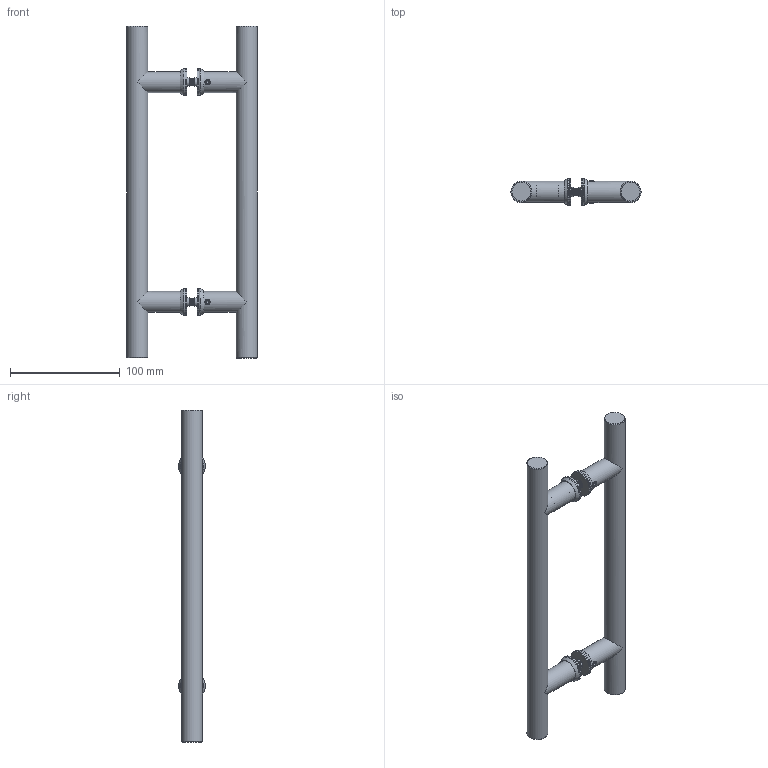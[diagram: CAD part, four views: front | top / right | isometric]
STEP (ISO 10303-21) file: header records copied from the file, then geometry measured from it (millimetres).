
FILE_DESCRIPTION(/* description */ (''),/* implementation_level */ '2;1');
FILE_NAME(/* name */ 'NEPTUNE_300.stp',/* time_stamp */ '2019-08-08T11:02:02+02:00',/* author */ ('DOMINIQUE'),/* organization */ (''),/* preprocessor_version */ 'ST-DEVELOPER v17.2',/* originating_system */ 'Autodesk Inventor 2019',/* authorisation */ '');
FILE_SCHEMA (('AUTOMOTIVE_DESIGN { 1 0 10303 214 3 1 1 }'));
Length unit declared in the file: millimetre
Products named in the file (1): NEPTUNE_300
Bounding box: 118.5 x 24.26 x 302 mm (x, y, z)
Volume: 63869 mm3; surface area: 100249.1 mm2
Topology: 18 solids, 20 shells, 338 faces, 804 edges, 534 vertices
Faces by surface type: cylinder 152, plane 124, cone 40, torus 18, bspline 4
Full cylindrical faces by diameter (mm): 4.2 x4, 4.917 x2, 5 x4, 6 x102, 6.1 x4, 6.2 x2, 7.85 x4, 8.4 x4, 10.8 x2, 12 x2, 17.1 x8, 19.1 x6, 24 x4
Entity records: 18885 total; most frequent: CARTESIAN_POINT 10963, ORIENTED_EDGE 1600, DIRECTION 1474, EDGE_CURVE 800, AXIS2_PLACEMENT_3D 577, VERTEX_POINT 534, EDGE_LOOP 398, FACE_OUTER_BOUND 338
